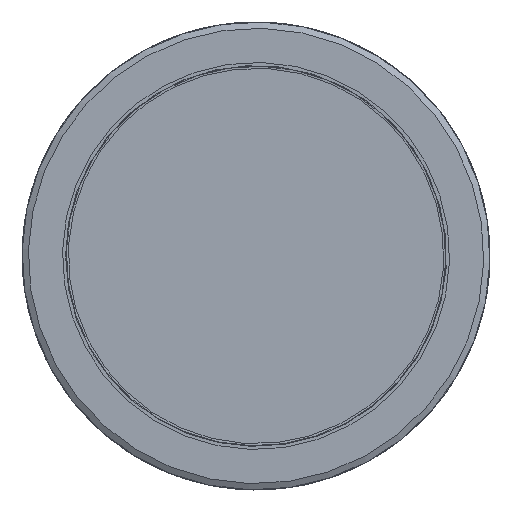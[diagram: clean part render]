
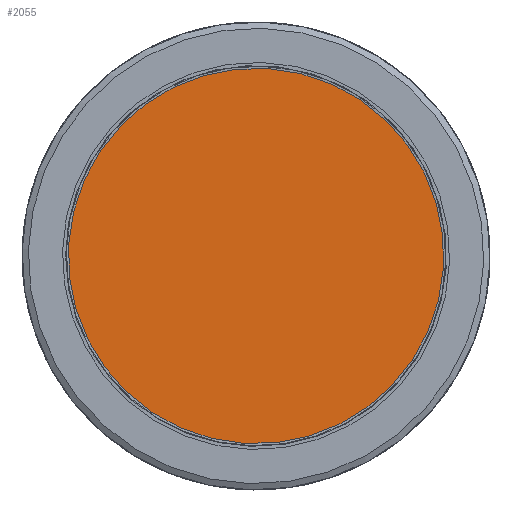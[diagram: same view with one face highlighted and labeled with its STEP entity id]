
A CAD part, front view. The second image highlights one B-rep face of the part: STEP entity #2055.
In plain terms, the highlighted planar face has unit normal (0, 1, 0).
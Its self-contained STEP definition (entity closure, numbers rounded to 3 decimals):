
#39=PLANE('',#2207);
#172=ORIENTED_EDGE('',*,*,#357,.F.);
#173=ORIENTED_EDGE('',*,*,#385,.T.);
#357=EDGE_CURVE('',#475,#475,#593,.T.);
#385=EDGE_CURVE('',#503,#503,#621,.T.);
#475=VERTEX_POINT('',#2867);
#503=VERTEX_POINT('',#2949);
#593=CIRCLE('',#2154,92.45);
#621=CIRCLE('',#2208,92.5);
#762=EDGE_LOOP('',(#172));
#763=EDGE_LOOP('',(#173));
#998=FACE_BOUND('',#762,.T.);
#999=FACE_BOUND('',#763,.T.);
#2055=ADVANCED_FACE('',(#998,#999),#39,.T.);
#2154=AXIS2_PLACEMENT_3D('',#2866,#2394,#2395);
#2207=AXIS2_PLACEMENT_3D('',#2947,#2500,#2501);
#2208=AXIS2_PLACEMENT_3D('',#2948,#2502,#2503);
#2394=DIRECTION('',(0.,1.,0.));
#2395=DIRECTION('',(0.315,0.,-0.949));
#2500=DIRECTION('',(0.,1.,0.));
#2501=DIRECTION('',(-0.998,0.,0.066));
#2502=DIRECTION('',(0.,1.,0.));
#2503=DIRECTION('',(-0.998,0.,0.066));
#2866=CARTESIAN_POINT('',(0.,-38.,-0.001));
#2867=CARTESIAN_POINT('',(29.117,-38.,-87.746));
#2947=CARTESIAN_POINT('',(6.122,-38.,92.296));
#2948=CARTESIAN_POINT('',(0.,-38.,-0.001));
#2949=CARTESIAN_POINT('',(-92.297,-38.,6.121));
